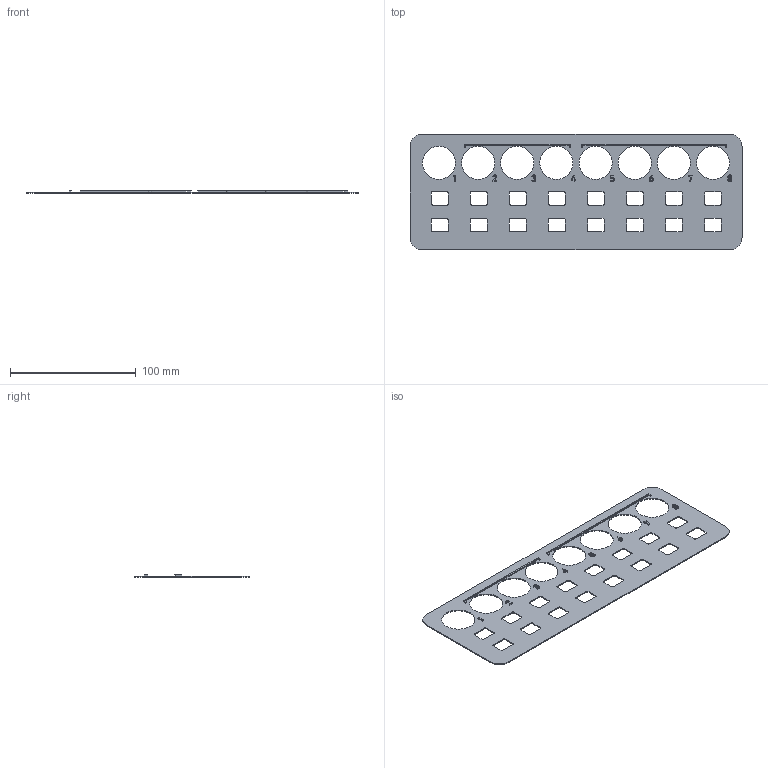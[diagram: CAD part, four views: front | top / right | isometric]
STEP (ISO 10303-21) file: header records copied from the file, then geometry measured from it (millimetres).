
FILE_DESCRIPTION(('FreeCAD Model'),'2;1');
FILE_NAME('Open CASCADE Shape Model','2024-05-26T14:38:49',(''),(''), 'Open CASCADE STEP processor 7.7','FreeCAD','Unknown');
FILE_SCHEMA(('AP242_MANAGED_MODEL_BASED_3D_ENGINEERING_MIM_LF. {1 0 10303 442 1 1 4 }'));
Length unit declared in the file: millimetre
Products named in the file (1): template-small
Bounding box: 263.7 x 92 x 1.6 mm (x, y, z)
Volume: 14248.1 mm3; surface area: 37276.6 mm2
Topology: 1 solids, 1 shells, 385 faces, 1106 edges, 736 vertices
Faces by surface type: plane 179, extrusion 130, cylinder 76
Full cylindrical faces by diameter (mm): 26.3 x8
Entity records: 29921 total; most frequent: CARTESIAN_POINT 8907, DIRECTION 3386, VECTOR 2494, LINE 2364, ORIENTED_EDGE 2214, PCURVE 2212, DEFINITIONAL_REPRESENTATION 2212, EDGE_CURVE 1106
